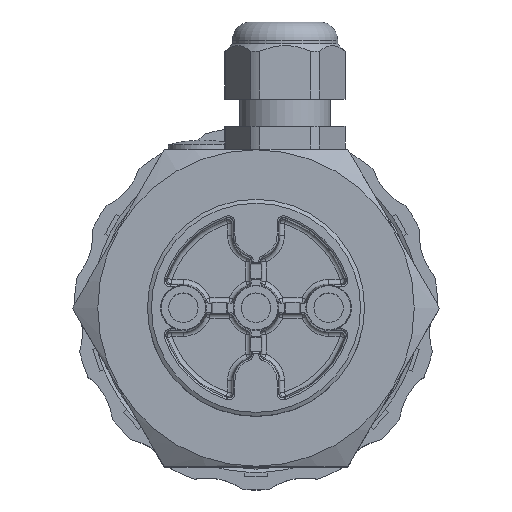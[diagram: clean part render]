
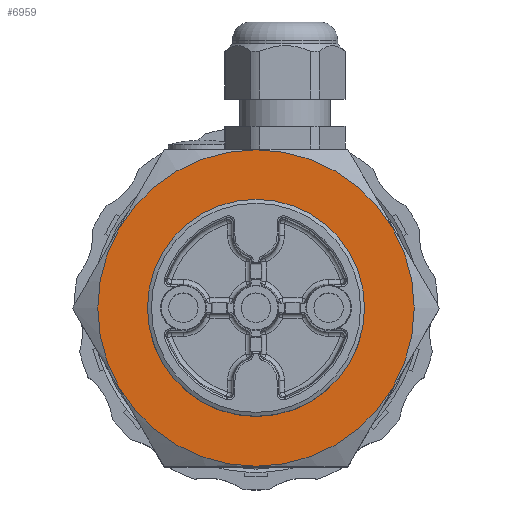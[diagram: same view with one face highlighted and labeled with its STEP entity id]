
A CAD part, top view. The second image highlights one B-rep face of the part: STEP entity #6959.
In plain terms, the highlighted planar face has unit normal (0, 0, 1).
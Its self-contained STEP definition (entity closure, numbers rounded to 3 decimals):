
#1090=FACE_BOUND('',#2200,.T.);
#1754=FACE_OUTER_BOUND('',#2199,.T.);
#2199=EDGE_LOOP('',(#5760));
#2200=EDGE_LOOP('',(#5761,#5762));
#2666=CIRCLE('',#7658,23.);
#2667=CIRCLE('',#7659,23.);
#2668=CIRCLE('',#7661,34.847);
#3198=VERTEX_POINT('',#14786);
#3199=VERTEX_POINT('',#14788);
#3204=VERTEX_POINT('',#14808);
#4073=EDGE_CURVE('',#3198,#3199,#2666,.T.);
#4074=EDGE_CURVE('',#3199,#3198,#2667,.T.);
#4080=EDGE_CURVE('',#3204,#3204,#2668,.T.);
#5760=ORIENTED_EDGE('',*,*,#4080,.T.);
#5761=ORIENTED_EDGE('',*,*,#4074,.F.);
#5762=ORIENTED_EDGE('',*,*,#4073,.F.);
#6611=PLANE('',#7668);
#6959=ADVANCED_FACE('',(#1754,#1090),#6611,.T.);
#7658=AXIS2_PLACEMENT_3D('',#14789,#9202,#9203);
#7659=AXIS2_PLACEMENT_3D('',#14790,#9204,#9205);
#7661=AXIS2_PLACEMENT_3D('',#14810,#9209,#9210);
#7668=AXIS2_PLACEMENT_3D('',#14844,#9228,#9229);
#9202=DIRECTION('center_axis',(0.,0.,1.));
#9203=DIRECTION('ref_axis',(-0.5,-0.866,0.));
#9204=DIRECTION('center_axis',(0.,0.,1.));
#9205=DIRECTION('ref_axis',(-0.5,-0.866,0.));
#9209=DIRECTION('center_axis',(0.,0.,1.));
#9210=DIRECTION('ref_axis',(-0.5,-0.866,0.));
#9228=DIRECTION('center_axis',(0.,0.,1.));
#9229=DIRECTION('ref_axis',(1.,0.,0.));
#14786=CARTESIAN_POINT('',(24.609,92.784,105.201));
#14788=CARTESIAN_POINT('',(36.109,72.865,105.201));
#14789=CARTESIAN_POINT('Origin',(47.609,92.784,105.201));
#14790=CARTESIAN_POINT('Origin',(47.609,92.784,105.201));
#14808=CARTESIAN_POINT('',(65.032,122.962,105.201));
#14810=CARTESIAN_POINT('Origin',(47.609,92.784,105.201));
#14844=CARTESIAN_POINT('Origin',(47.609,92.784,105.201));
